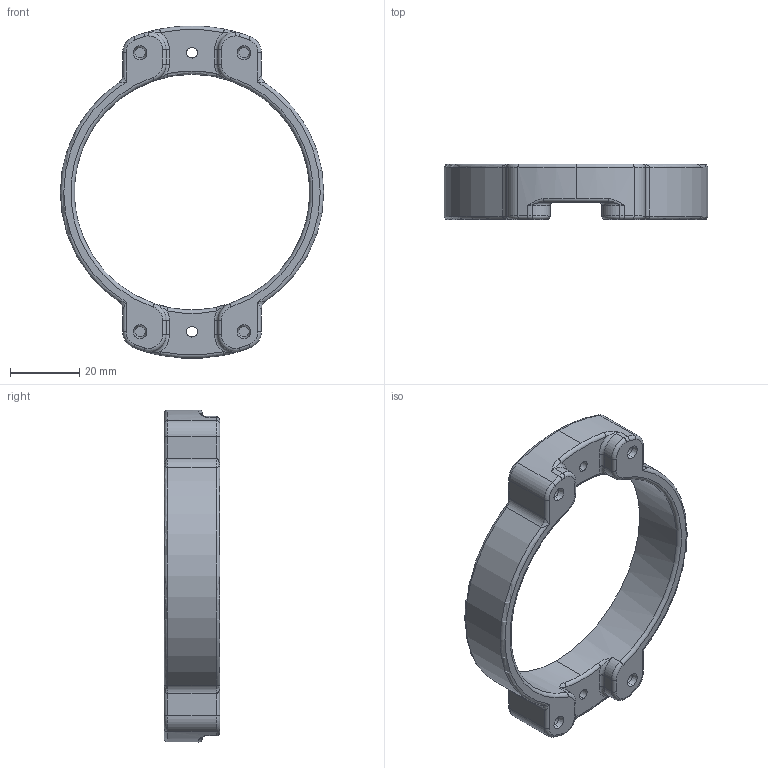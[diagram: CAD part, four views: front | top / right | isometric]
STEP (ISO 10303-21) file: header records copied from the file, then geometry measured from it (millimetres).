
FILE_DESCRIPTION (( 'STEP AP214' ), '1' );
FILE_NAME ('Schlieren_top.STEP', '2023-06-01T10:51:39', ( '' ), ( '' ), 'SwSTEP 2.0', 'SolidWorks 2022', '' );
FILE_SCHEMA (( 'AUTOMOTIVE_DESIGN' ));
Length unit declared in the file: millimetre
Products named in the file (1): Schlieren_top
Bounding box: 76 x 16 x 95.81 mm (x, y, z)
Volume: 24525.4 mm3; surface area: 11565.8 mm2
Topology: 1 solids, 1 shells, 137 faces, 321 edges, 173 vertices
Faces by surface type: cylinder 53, torus 43, plane 17, bspline 16, cone 8
Entity records: 4597 total; most frequent: CARTESIAN_POINT 1520, DIRECTION 701, ORIENTED_EDGE 610, AXIS2_PLACEMENT_3D 306, EDGE_CURVE 305, CIRCLE 184, VERTEX_POINT 173, EDGE_LOOP 146
